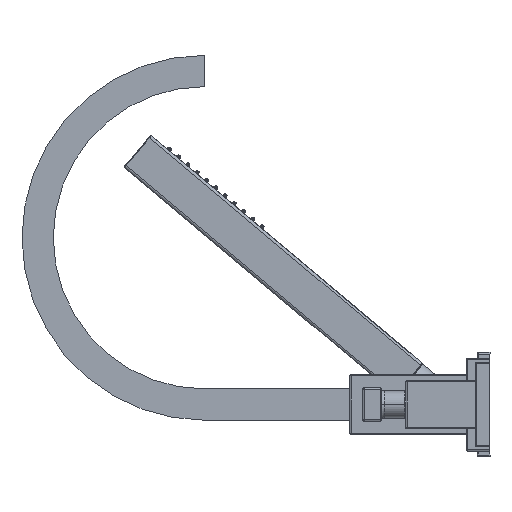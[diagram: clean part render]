
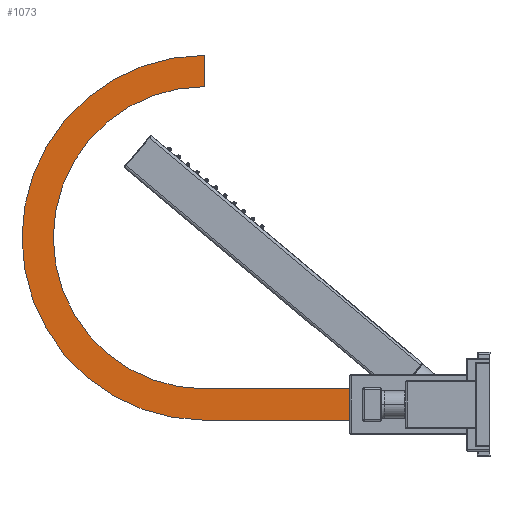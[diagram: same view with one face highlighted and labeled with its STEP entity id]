
A CAD part, left-side view. The second image highlights one B-rep face of the part: STEP entity #1073.
In plain terms, the highlighted planar face has unit normal (-1, 0, 0).
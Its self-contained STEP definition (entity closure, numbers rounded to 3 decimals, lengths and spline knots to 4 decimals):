
#15=DIRECTION('',(0.,0.,-1.));
#16=VECTOR('',#15,0.75);
#17=CARTESIAN_POINT('',(-0.75,3.3625,0.375));
#18=LINE('',#17,#16);
#355=DIRECTION('',(0.,1.,0.));
#356=VECTOR('',#355,3.486);
#357=CARTESIAN_POINT('',(-0.75,3.3625,0.375));
#358=LINE('',#357,#356);
#359=DIRECTION('',(0.,1.,0.));
#360=VECTOR('',#359,3.486);
#361=CARTESIAN_POINT('',(-0.75,3.3625,-0.375));
#362=LINE('',#361,#360);
#363=CARTESIAN_POINT('',(-0.75,6.8485,4.));
#364=DIRECTION('',(1.,0.,0.));
#365=DIRECTION('',(0.,0.,-1.));
#366=AXIS2_PLACEMENT_3D('',#363,#364,#365);
#368=DIRECTION('',(0.,0.,-1.));
#369=VECTOR('',#368,0.75);
#370=CARTESIAN_POINT('',(-0.75,6.8485,8.375));
#371=LINE('',#370,#369);
#393=CARTESIAN_POINT('',(-0.75,6.8485,4.));
#394=DIRECTION('',(1.,0.,0.));
#395=DIRECTION('',(0.,0.,-1.));
#396=AXIS2_PLACEMENT_3D('',#393,#394,#395);
#479=CARTESIAN_POINT('',(-0.75,6.8485,-0.375));
#481=VERTEX_POINT('',#479);
#482=CARTESIAN_POINT('',(-0.75,6.8485,0.375));
#484=VERTEX_POINT('',#482);
#486=CARTESIAN_POINT('',(-0.75,6.8485,8.375));
#487=CARTESIAN_POINT('',(-0.75,6.8485,7.625));
#488=VERTEX_POINT('',#486);
#489=VERTEX_POINT('',#487);
#495=CARTESIAN_POINT('',(-0.75,3.3625,-0.375));
#497=VERTEX_POINT('',#495);
#498=CARTESIAN_POINT('',(-0.75,3.3625,0.375));
#499=VERTEX_POINT('',#498);
#1057=CARTESIAN_POINT('',(-0.75,2.8825,-0.375));
#1058=DIRECTION('',(-1.,0.,0.));
#1059=DIRECTION('',(0.,0.,1.));
#1060=AXIS2_PLACEMENT_3D('',#1057,#1058,#1059);
#1061=PLANE('',#1060);
#1062=ORIENTED_EDGE('',*,*,#534,.T.);
#1063=ORIENTED_EDGE('',*,*,#1020,.T.);
#1065=ORIENTED_EDGE('',*,*,#1064,.T.);
#1067=ORIENTED_EDGE('',*,*,#1066,.T.);
#1069=ORIENTED_EDGE('',*,*,#1068,.F.);
#1070=ORIENTED_EDGE('',*,*,#1049,.F.);
#1071=EDGE_LOOP('',(#1062,#1063,#1065,#1067,#1069,#1070));
#1072=FACE_OUTER_BOUND('',#1071,.F.);
#1073=ADVANCED_FACE('',(#1072),#1061,.T.);
#367=CIRCLE('',#366,4.375);
#397=CIRCLE('',#396,3.625);
#534=EDGE_CURVE('',#499,#497,#18,.T.);
#1020=EDGE_CURVE('',#497,#481,#362,.T.);
#1049=EDGE_CURVE('',#499,#484,#358,.T.);
#1064=EDGE_CURVE('',#481,#488,#367,.T.);
#1066=EDGE_CURVE('',#488,#489,#371,.T.);
#1068=EDGE_CURVE('',#484,#489,#397,.T.);
